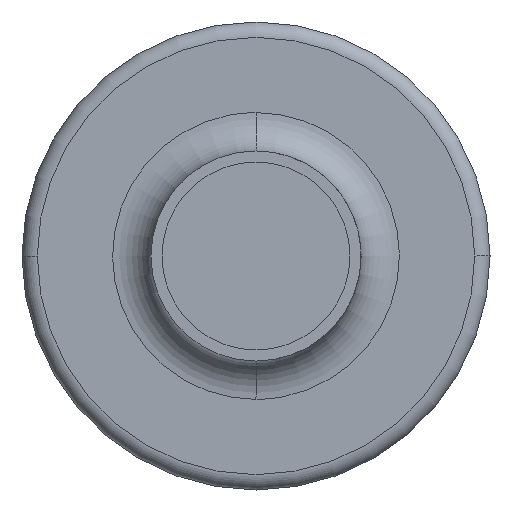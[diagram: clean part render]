
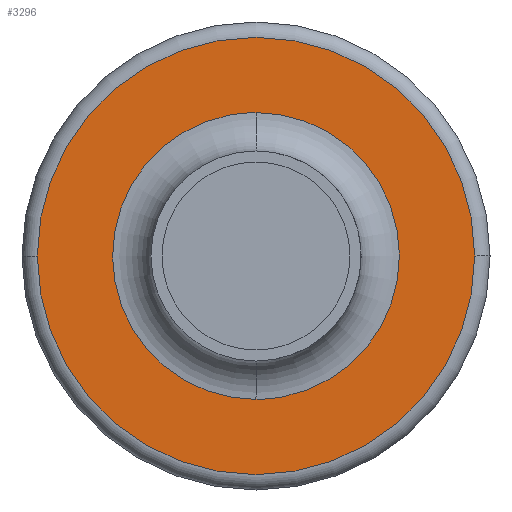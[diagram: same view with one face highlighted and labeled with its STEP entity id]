
A CAD part, front view. The second image highlights one B-rep face of the part: STEP entity #3296.
In plain terms, the highlighted planar face has unit normal (0, -1, 0).
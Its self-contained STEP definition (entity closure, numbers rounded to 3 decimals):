
#3156=AXIS2_PLACEMENT_3D('Circle Axis2P3D',#3154,#3155,$) ;
#3173=AXIS2_PLACEMENT_3D('Circle Axis2P3D',#3171,#3172,$) ;
#3236=AXIS2_PLACEMENT_3D('Plane Axis2P3D',#3233,#3234,#3235) ;
#3144=CARTESIAN_POINT('Vertex',(2.85,0.,0.)) ;
#3151=CARTESIAN_POINT('Vertex',(-2.85,0.,0.)) ;
#3154=CARTESIAN_POINT('Axis2P3D Location',(0.,0.,0.)) ;
#3171=CARTESIAN_POINT('Axis2P3D Location',(0.,0.,0.)) ;
#3233=CARTESIAN_POINT('Axis2P3D Location',(0.,0.,0.)) ;
#3243=CARTESIAN_POINT('Control Point',(0.,0.,1.869)) ;
#3244=CARTESIAN_POINT('Control Point',(0.201,0.,1.869)) ;
#3245=CARTESIAN_POINT('Control Point',(0.402,0.,1.842)) ;
#3246=CARTESIAN_POINT('Control Point',(0.598,0.,1.788)) ;
#3247=CARTESIAN_POINT('Control Point',(0.971,0.,1.629)) ;
#3248=CARTESIAN_POINT('Control Point',(1.288,0.,1.377)) ;
#3249=CARTESIAN_POINT('Control Point',(1.429,0.,1.23)) ;
#3250=CARTESIAN_POINT('Control Point',(1.668,0.,0.902)) ;
#3251=CARTESIAN_POINT('Control Point',(1.812,0.,0.523)) ;
#3252=CARTESIAN_POINT('Control Point',(1.857,0.,0.325)) ;
#3253=CARTESIAN_POINT('Control Point',(1.895,0.,-0.079)) ;
#3254=CARTESIAN_POINT('Control Point',(1.824,0.,-0.478)) ;
#3255=CARTESIAN_POINT('Control Point',(1.762,0.,-0.672)) ;
#3256=CARTESIAN_POINT('Control Point',(1.587,0.,-1.038)) ;
#3257=CARTESIAN_POINT('Control Point',(1.322,0.,-1.345)) ;
#3258=CARTESIAN_POINT('Control Point',(1.169,0.,-1.479)) ;
#3259=CARTESIAN_POINT('Control Point',(0.858,0.,-1.687)) ;
#3260=CARTESIAN_POINT('Control Point',(0.506,0.,-1.811)) ;
#3261=CARTESIAN_POINT('Control Point',(0.34,0.,-1.85)) ;
#3262=CARTESIAN_POINT('Control Point',(0.17,0.,-1.869)) ;
#3263=CARTESIAN_POINT('Control Point',(0.,0.,-1.869)) ;
#3264=CARTESIAN_POINT('Vertex',(0.,0.,1.869)) ;
#3266=CARTESIAN_POINT('Vertex',(0.,0.,-1.869)) ;
#3270=CARTESIAN_POINT('Control Point',(0.,0.,-1.869)) ;
#3271=CARTESIAN_POINT('Control Point',(-0.201,0.,-1.869)) ;
#3272=CARTESIAN_POINT('Control Point',(-0.402,0.,-1.842)) ;
#3273=CARTESIAN_POINT('Control Point',(-0.598,0.,-1.788)) ;
#3274=CARTESIAN_POINT('Control Point',(-0.971,0.,-1.629)) ;
#3275=CARTESIAN_POINT('Control Point',(-1.288,0.,-1.377)) ;
#3276=CARTESIAN_POINT('Control Point',(-1.429,0.,-1.23)) ;
#3277=CARTESIAN_POINT('Control Point',(-1.668,0.,-0.902)) ;
#3278=CARTESIAN_POINT('Control Point',(-1.812,0.,-0.523)) ;
#3279=CARTESIAN_POINT('Control Point',(-1.857,0.,-0.325)) ;
#3280=CARTESIAN_POINT('Control Point',(-1.895,0.,0.079)) ;
#3281=CARTESIAN_POINT('Control Point',(-1.824,0.,0.478)) ;
#3282=CARTESIAN_POINT('Control Point',(-1.762,0.,0.672)) ;
#3283=CARTESIAN_POINT('Control Point',(-1.587,0.,1.038)) ;
#3284=CARTESIAN_POINT('Control Point',(-1.322,0.,1.345)) ;
#3285=CARTESIAN_POINT('Control Point',(-1.169,0.,1.479)) ;
#3286=CARTESIAN_POINT('Control Point',(-0.858,0.,1.687)) ;
#3287=CARTESIAN_POINT('Control Point',(-0.506,0.,1.811)) ;
#3288=CARTESIAN_POINT('Control Point',(-0.34,0.,1.85)) ;
#3289=CARTESIAN_POINT('Control Point',(-0.17,0.,1.869)) ;
#3290=CARTESIAN_POINT('Control Point',(0.,0.,1.869)) ;
#3155=DIRECTION('Axis2P3D Direction',(0.,-1.,-0.)) ;
#3172=DIRECTION('Axis2P3D Direction',(-0.,-1.,0.)) ;
#3234=DIRECTION('Axis2P3D Direction',(0.,-1.,0.)) ;
#3235=DIRECTION('Axis2P3D XDirection',(0.,0.,-1.)) ;
#3239=ORIENTED_EDGE('',*,*,#3175,.T.) ;
#3240=ORIENTED_EDGE('',*,*,#3158,.T.) ;
#3293=ORIENTED_EDGE('',*,*,#3268,.T.) ;
#3294=ORIENTED_EDGE('',*,*,#3291,.T.) ;
#3295=FACE_BOUND('',#3292,.T.) ;
#3296=ADVANCED_FACE('NONE',(#3241,#3295),#3237,.T.) ;
#3242=B_SPLINE_CURVE_WITH_KNOTS('',5,(#3243,#3244,#3245,#3246,#3247,#3248,#3249,#3250,#3251,#3252,#3253,#3254,#3255,#3256,#3257,#3258,#3259,#3260,#3261,#3262,#3263),.UNSPECIFIED.,.F.,.U.,(6,3,3,3,3,3,6),(0.,1.421,2.842,4.262,5.683,7.104,8.305),.UNSPECIFIED.) ;
#3269=B_SPLINE_CURVE_WITH_KNOTS('',5,(#3270,#3271,#3272,#3273,#3274,#3275,#3276,#3277,#3278,#3279,#3280,#3281,#3282,#3283,#3284,#3285,#3286,#3287,#3288,#3289,#3290),.UNSPECIFIED.,.F.,.U.,(6,3,3,3,3,3,6),(0.,1.421,2.842,4.262,5.683,7.104,8.305),.UNSPECIFIED.) ;
#3157=CIRCLE('generated circle',#3156,2.85) ;
#3174=CIRCLE('generated circle',#3173,2.85) ;
#3158=EDGE_CURVE('',#3145,#3152,#3157,.T.) ;
#3175=EDGE_CURVE('',#3152,#3145,#3174,.T.) ;
#3268=EDGE_CURVE('',#3265,#3267,#3242,.T.) ;
#3291=EDGE_CURVE('',#3267,#3265,#3269,.T.) ;
#3238=EDGE_LOOP('',(#3239,#3240)) ;
#3292=EDGE_LOOP('',(#3293,#3294)) ;
#3241=FACE_OUTER_BOUND('',#3238,.T.) ;
#3237=PLANE('',#3236) ;
#3145=VERTEX_POINT('',#3144) ;
#3152=VERTEX_POINT('',#3151) ;
#3265=VERTEX_POINT('',#3264) ;
#3267=VERTEX_POINT('',#3266) ;
